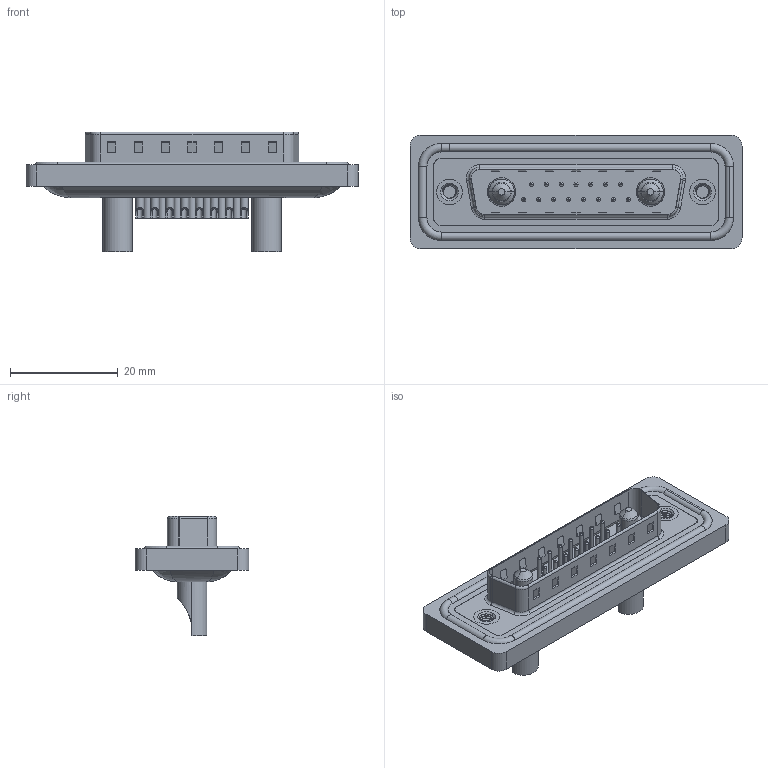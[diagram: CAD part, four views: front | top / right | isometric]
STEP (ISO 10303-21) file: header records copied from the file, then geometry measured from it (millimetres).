
FILE_DESCRIPTION (( 'STEP AP203' ), '1' );
FILE_NAME ('627W17W2322-4NA.STEP', '2024-03-19T20:37:46', ( '' ), ( '' ), 'SwSTEP 2.0', 'SolidWorks 2023', '' );
FILE_SCHEMA (( 'CONFIG_CONTROL_DESIGN' ));
Length unit declared in the file: millimetre
Products named in the file (9): 627Combo Contact Row 2_22; 627Combo Waterproof Housing_25 Contacts; 627W17W2322-4NA; 627Combo Shell Rear_25 Contacts; 627Combo Housing_17W2; Power Pin_40A SC; 627Combo Contact Row 1_22; 627Combo Shell Front_25 Contacts; 627Combo Threaded Rivet_A
Assembly tree (23 placements, depth 2):
  627W17W2322-4NA
    627Combo Housing_17W2
    627Combo Waterproof Housing_25 Contacts
    627Combo Shell Rear_25 Contacts
    627Combo Shell Front_25 Contacts
    627Combo Threaded Rivet_A  x2
    Power Pin_40A SC  x2
    627Combo Contact Row 1_22  x7
    627Combo Contact Row 2_22  x8
Bounding box: 61.75 x 21.1 x 22.3 mm (x, y, z)
Volume: 7371 mm3; surface area: 12310.8 mm2
Topology: 26 solids, 26 shells, 1122 faces, 2671 edges, 1644 vertices
Faces by surface type: cylinder 470, plane 368, torus 218, cone 52, bspline 14
Entity records: 23538 total; most frequent: CARTESIAN_POINT 5780, DIRECTION 3626, ORIENTED_EDGE 3278, EDGE_CURVE 1639, AXIS2_PLACEMENT_3D 1390, VERTEX_POINT 1038, LINE 846, VECTOR 846
